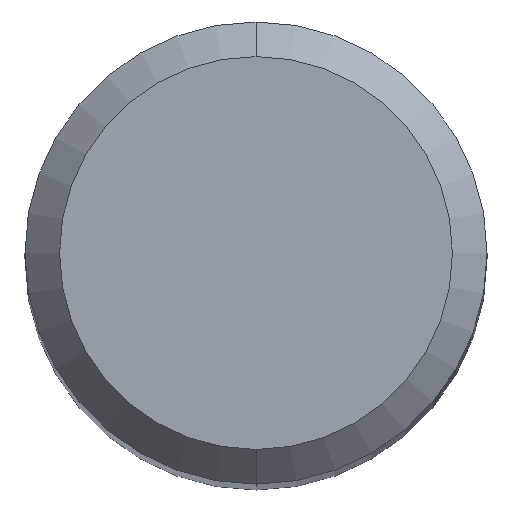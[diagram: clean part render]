
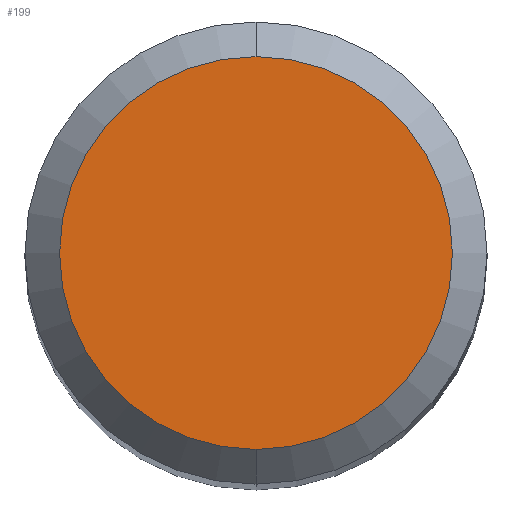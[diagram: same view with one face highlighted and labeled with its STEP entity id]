
A CAD part, top view. The second image highlights one B-rep face of the part: STEP entity #199.
In plain terms, the highlighted planar face has unit normal (0, 0, 1).
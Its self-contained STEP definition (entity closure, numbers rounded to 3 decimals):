
#153=EDGE_CURVE('',#227,#163,#311,.T.);
#163=VERTEX_POINT('',#323);
#183=EDGE_CURVE('',#163,#227,#344,.T.);
#199=ADVANCED_FACE('',(#364),#365,.T.);
#227=VERTEX_POINT('',#395);
#311=CIRCLE('',#492,1.7);
#323=CARTESIAN_POINT('',(0.,-1.7,0.));
#344=CIRCLE('',#534,1.7);
#364=FACE_OUTER_BOUND('',#557,.T.);
#365=PLANE('',#558);
#395=CARTESIAN_POINT('',(0.0,1.7,0.));
#492=AXIS2_PLACEMENT_3D('',#681,#682,#683);
#534=AXIS2_PLACEMENT_3D('',#717,#718,#719);
#557=EDGE_LOOP('',(#757,#758));
#558=AXIS2_PLACEMENT_3D('',#759,#760,#761);
#681=CARTESIAN_POINT('',(0.0,0.0,0.));
#682=DIRECTION('',(0.0,0.0,-1.0));
#683=DIRECTION('',(0.0,1.0,0.0));
#717=CARTESIAN_POINT('',(0.0,0.0,0.));
#718=DIRECTION('',(0.0,0.0,-1.0));
#719=DIRECTION('',(0.0,1.0,0.0));
#757=ORIENTED_EDGE('',*,*,#153,.F.);
#758=ORIENTED_EDGE('',*,*,#183,.F.);
#759=CARTESIAN_POINT('',(0.0,0.85,0.));
#760=DIRECTION('',(-0.0,0.0,1.0));
#761=DIRECTION('',(0.0,-1.0,0.0));
